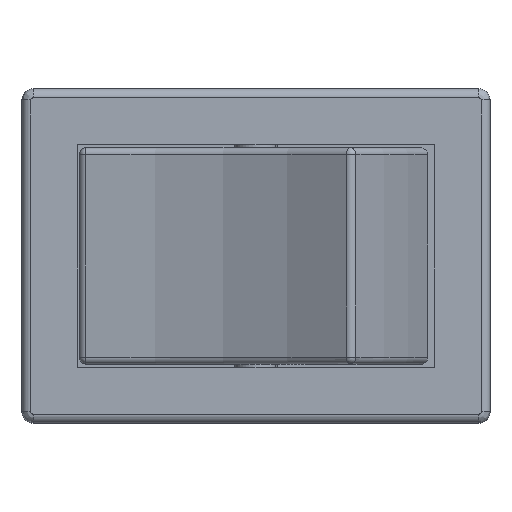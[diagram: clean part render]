
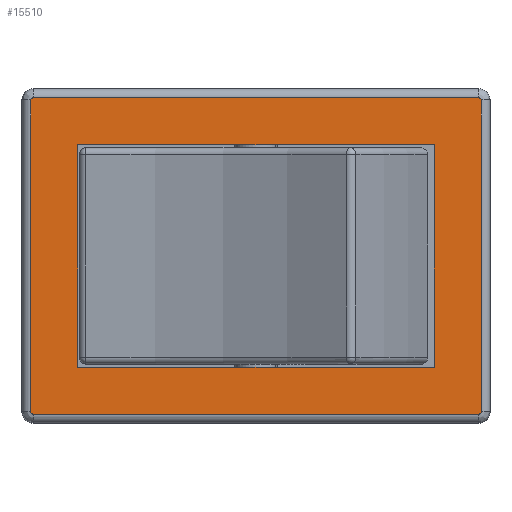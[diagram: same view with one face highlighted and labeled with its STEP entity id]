
A CAD part, top view. The second image highlights one B-rep face of the part: STEP entity #15510.
In plain terms, the highlighted planar face has unit normal (0, 0, 1).
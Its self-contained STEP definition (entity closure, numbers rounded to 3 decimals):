
#287=FACE_BOUND('',#2943,.T.);
#835=PLANE('',#16220);
#2061=FACE_OUTER_BOUND('',#2942,.T.);
#2942=EDGE_LOOP('',(#14526,#14527,#14528,#14529,#14530,#14531,#14532,#14533));
#2943=EDGE_LOOP('',(#14534,#14535,#14536,#14537));
#3045=CIRCLE('',#16200,0.1);
#3049=CIRCLE('',#16204,0.1);
#3053=CIRCLE('',#16210,0.1);
#3057=CIRCLE('',#16214,0.1);
#4722=LINE('',#26943,#6468);
#4726=LINE('',#26952,#6472);
#4729=LINE('',#26956,#6475);
#4731=LINE('',#26960,#6477);
#4732=LINE('',#26966,#6478);
#4734=LINE('',#27002,#6480);
#4737=LINE('',#27009,#6483);
#4739=LINE('',#27040,#6485);
#6468=VECTOR('',#19175,10.);
#6472=VECTOR('',#19181,10.);
#6475=VECTOR('',#19186,10.);
#6477=VECTOR('',#19192,10.);
#6478=VECTOR('',#19197,10.);
#6480=VECTOR('',#19217,10.);
#6483=VECTOR('',#19224,10.);
#6485=VECTOR('',#19240,10.);
#7968=VERTEX_POINT('',#26940);
#7969=VERTEX_POINT('',#26942);
#7972=VERTEX_POINT('',#26949);
#7973=VERTEX_POINT('',#26951);
#7975=VERTEX_POINT('',#26963);
#7976=VERTEX_POINT('',#26965);
#7979=VERTEX_POINT('',#26980);
#7980=VERTEX_POINT('',#26993);
#7983=VERTEX_POINT('',#27000);
#7984=VERTEX_POINT('',#27005);
#7987=VERTEX_POINT('',#27020);
#7988=VERTEX_POINT('',#27033);
#10150=EDGE_CURVE('',#7969,#7968,#4722,.T.);
#10154=EDGE_CURVE('',#7973,#7972,#4726,.T.);
#10157=EDGE_CURVE('',#7972,#7969,#4729,.T.);
#10159=EDGE_CURVE('',#7968,#7973,#4731,.T.);
#10161=EDGE_CURVE('',#7975,#7976,#4732,.T.);
#10165=EDGE_CURVE('',#7979,#7975,#3045,.T.);
#10169=EDGE_CURVE('',#7976,#7980,#3049,.T.);
#10171=EDGE_CURVE('',#7983,#7979,#4734,.T.);
#10175=EDGE_CURVE('',#7980,#7984,#4737,.T.);
#10177=EDGE_CURVE('',#7987,#7983,#3053,.T.);
#10181=EDGE_CURVE('',#7984,#7988,#3057,.T.);
#10183=EDGE_CURVE('',#7988,#7987,#4739,.T.);
#14526=ORIENTED_EDGE('',*,*,#10161,.F.);
#14527=ORIENTED_EDGE('',*,*,#10165,.F.);
#14528=ORIENTED_EDGE('',*,*,#10171,.F.);
#14529=ORIENTED_EDGE('',*,*,#10177,.F.);
#14530=ORIENTED_EDGE('',*,*,#10183,.F.);
#14531=ORIENTED_EDGE('',*,*,#10181,.F.);
#14532=ORIENTED_EDGE('',*,*,#10175,.F.);
#14533=ORIENTED_EDGE('',*,*,#10169,.F.);
#14534=ORIENTED_EDGE('',*,*,#10154,.T.);
#14535=ORIENTED_EDGE('',*,*,#10157,.T.);
#14536=ORIENTED_EDGE('',*,*,#10150,.T.);
#14537=ORIENTED_EDGE('',*,*,#10159,.T.);
#15510=ADVANCED_FACE('',(#2061,#287),#835,.T.);
#16200=AXIS2_PLACEMENT_3D('',#26982,#19203,#19204);
#16204=AXIS2_PLACEMENT_3D('',#26997,#19211,#19212);
#16210=AXIS2_PLACEMENT_3D('',#27022,#19227,#19228);
#16214=AXIS2_PLACEMENT_3D('',#27037,#19235,#19236);
#16220=AXIS2_PLACEMENT_3D('',#27050,#19254,#19255);
#19175=DIRECTION('',(-1.,0.,0.));
#19181=DIRECTION('',(1.,0.,0.));
#19186=DIRECTION('',(0.,-1.,0.));
#19192=DIRECTION('',(0.,1.,0.));
#19197=DIRECTION('',(1.,0.,0.));
#19203=DIRECTION('center_axis',(0.,0.,
-1.));
#19204=DIRECTION('ref_axis',(-0.707,0.707,0.));
#19211=DIRECTION('center_axis',(0.,0.,
-1.));
#19212=DIRECTION('ref_axis',(0.707,0.707,0.));
#19217=DIRECTION('',(0.,1.,0.));
#19224=DIRECTION('',(0.,-1.,0.));
#19227=DIRECTION('center_axis',(0.,0.,
-1.));
#19228=DIRECTION('ref_axis',(-0.707,-0.707,0.));
#19235=DIRECTION('center_axis',(0.,0.,
-1.));
#19236=DIRECTION('ref_axis',(0.707,-0.707,0.));
#19240=DIRECTION('',(-1.,0.,0.));
#19254=DIRECTION('center_axis',(0.,0.,
1.));
#19255=DIRECTION('ref_axis',(1.,0.,0.));
#26940=CARTESIAN_POINT('',(-8.,-5.,12.6));
#26942=CARTESIAN_POINT('',(8.,-5.,12.6));
#26943=CARTESIAN_POINT('',(-4.,-5.,12.6));
#26949=CARTESIAN_POINT('',(8.,5.,12.6));
#26951=CARTESIAN_POINT('',(-8.,5.,12.6));
#26952=CARTESIAN_POINT('',(0.,5.,12.6));
#26956=CARTESIAN_POINT('',(8.,2.25,12.6));
#26960=CARTESIAN_POINT('',(-8.,2.25,12.6));
#26963=CARTESIAN_POINT('',(-10.,7.1,12.6));
#26965=CARTESIAN_POINT('',(10.,7.1,12.6));
#26966=CARTESIAN_POINT('',(-5.,7.1,12.6));
#26980=CARTESIAN_POINT('',(-10.1,7.,12.6));
#26982=CARTESIAN_POINT('Origin',(-10.,7.,12.6));
#26993=CARTESIAN_POINT('',(10.1,7.,12.6));
#26997=CARTESIAN_POINT('Origin',(10.,7.,12.6));
#27000=CARTESIAN_POINT('',(-10.1,-7.,12.6));
#27002=CARTESIAN_POINT('',(-10.1,-3.5,12.6));
#27005=CARTESIAN_POINT('',(10.1,-7.,12.6));
#27009=CARTESIAN_POINT('',(10.1,3.5,12.6));
#27020=CARTESIAN_POINT('',(-10.,-7.1,12.6));
#27022=CARTESIAN_POINT('Origin',(-10.,-7.,12.6));
#27033=CARTESIAN_POINT('',(10.,-7.1,12.6));
#27037=CARTESIAN_POINT('Origin',(10.,-7.,12.6));
#27040=CARTESIAN_POINT('',(5.,-7.1,12.6));
#27050=CARTESIAN_POINT('Origin',(0.,0.,12.6));
